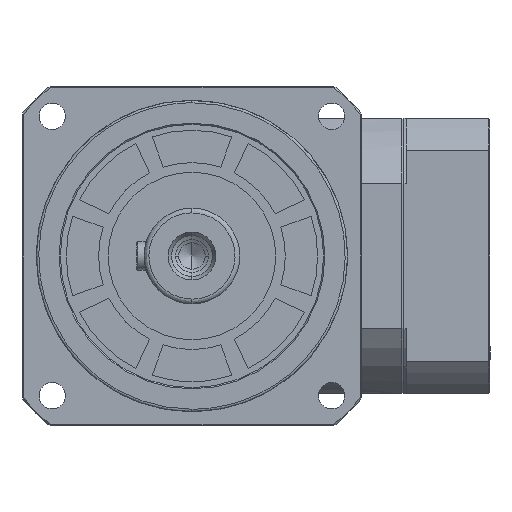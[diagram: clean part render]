
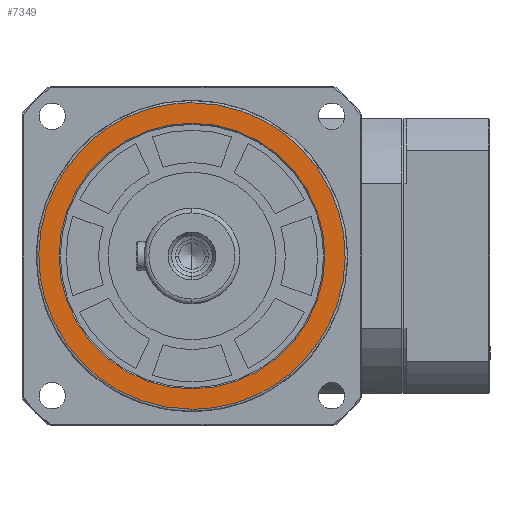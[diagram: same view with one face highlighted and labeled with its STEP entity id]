
A CAD part, left-side view. The second image highlights one B-rep face of the part: STEP entity #7349.
In plain terms, the highlighted face is planar.
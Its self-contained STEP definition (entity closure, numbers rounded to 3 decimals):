
#13 = EDGE_LOOP ( 'NONE', ( #30567, #17137 ) ) ;
#387 = CARTESIAN_POINT ( 'NONE',  ( -64., 0., -48.5 ) ) ;
#2034 = ORIENTED_EDGE ( 'NONE', *, *, #11047, .F. ) ;
#2255 = AXIS2_PLACEMENT_3D ( 'NONE', #23823, #8801, #26323 ) ;
#5062 = CARTESIAN_POINT ( 'NONE',  ( 64., -128., -48.5 ) ) ;
#5839 = DIRECTION ( 'NONE',  ( 0., 0., -1. ) ) ;
#6428 = ORIENTED_EDGE ( 'NONE', *, *, #27518, .F. ) ;
#7349 = ADVANCED_FACE ( 'NONE', ( #14517, #21192 ), #27878, .F. ) ;
#8801 = DIRECTION ( 'NONE',  ( 0., 0., -1. ) ) ;
#9264 = EDGE_CURVE ( 'NONE', #27428, #12769, #20177, .T. ) ;
#10440 = CARTESIAN_POINT ( 'NONE',  ( 0., 0., -48.5 ) ) ;
#11047 = EDGE_CURVE ( 'NONE', #18285, #29863, #31512, .T. ) ;
#12769 = VERTEX_POINT ( 'NONE', #387 ) ;
#12970 = DIRECTION ( 'NONE',  ( 1., 0., 0. ) ) ;
#14517 = FACE_BOUND ( 'NONE', #18101, .T. ) ;
#15038 = CARTESIAN_POINT ( 'NONE',  ( -64., -128., -48.5 ) ) ;
#15702 = CARTESIAN_POINT ( 'NONE',  ( -64., 0., -48.5 ) ) ;
#17137 = ORIENTED_EDGE ( 'NONE', *, *, #9264, .F. ) ;
#18101 = EDGE_LOOP ( 'NONE', ( #6428, #2034 ) ) ;
#18285 = VERTEX_POINT ( 'NONE', #28466 ) ;
#20177 =( BOUNDED_CURVE ( )  B_SPLINE_CURVE ( 3, ( #30654, #23172, #28200, #15702 ),
 .UNSPECIFIED., .F., .F. ) 
 B_SPLINE_CURVE_WITH_KNOTS ( ( 4, 4 ),
 ( 0.5, 1. ),
 .UNSPECIFIED. ) 
 CURVE ( )  GEOMETRIC_REPRESENTATION_ITEM ( )  RATIONAL_B_SPLINE_CURVE ( ( 1., 0.333, 0.333, 1. ) ) 
 REPRESENTATION_ITEM ( '' )  );
#20540 = CARTESIAN_POINT ( 'NONE',  ( 64., 0., -48.5 ) ) ;
#20865 = CARTESIAN_POINT ( 'NONE',  ( 0., 0., -48.5 ) ) ;
#21192 = FACE_OUTER_BOUND ( 'NONE', #13, .T. ) ;
#22629 = CARTESIAN_POINT ( 'NONE',  ( 64., 0., -48.5 ) ) ;
#23172 = CARTESIAN_POINT ( 'NONE',  ( 64., 128., -48.5 ) ) ;
#23399 = DIRECTION ( 'NONE',  ( 0., 1., 0. ) ) ;
#23823 = CARTESIAN_POINT ( 'NONE',  ( 0., 0., -48.5 ) ) ;
#24625 = CARTESIAN_POINT ( 'NONE',  ( 0., 55.5, -48.5 ) ) ;
#26151 = EDGE_CURVE ( 'NONE', #12769, #27428, #26610, .T. ) ;
#26323 = DIRECTION ( 'NONE',  ( 0., 1., 0. ) ) ;
#26610 =( BOUNDED_CURVE ( )  B_SPLINE_CURVE ( 3, ( #32501, #15038, #5062, #22629 ),
 .UNSPECIFIED., .F., .F. ) 
 B_SPLINE_CURVE_WITH_KNOTS ( ( 4, 4 ),
 ( 0., 0.5 ),
 .UNSPECIFIED. ) 
 CURVE ( )  GEOMETRIC_REPRESENTATION_ITEM ( )  RATIONAL_B_SPLINE_CURVE ( ( 1., 0.333, 0.333, 1. ) ) 
 REPRESENTATION_ITEM ( '' )  );
#27116 = AXIS2_PLACEMENT_3D ( 'NONE', #10440, #27975, #12970 ) ;
#27428 = VERTEX_POINT ( 'NONE', #20540 ) ;
#27518 = EDGE_CURVE ( 'NONE', #29863, #18285, #29215, .T. ) ;
#27878 = PLANE ( 'NONE',  #27116 ) ;
#27975 = DIRECTION ( 'NONE',  ( 0., 0., 1. ) ) ;
#28200 = CARTESIAN_POINT ( 'NONE',  ( -64., 128., -48.5 ) ) ;
#28466 = CARTESIAN_POINT ( 'NONE',  ( 0., -55.5, -48.5 ) ) ;
#29215 = CIRCLE ( 'NONE', #29649, 55.5 ) ;
#29649 = AXIS2_PLACEMENT_3D ( 'NONE', #20865, #5839, #23399 ) ;
#29863 = VERTEX_POINT ( 'NONE', #24625 ) ;
#30567 = ORIENTED_EDGE ( 'NONE', *, *, #26151, .F. ) ;
#30654 = CARTESIAN_POINT ( 'NONE',  ( 64., 0., -48.5 ) ) ;
#31512 = CIRCLE ( 'NONE', #2255, 55.5 ) ;
#32501 = CARTESIAN_POINT ( 'NONE',  ( -64., 0., -48.5 ) ) ;
